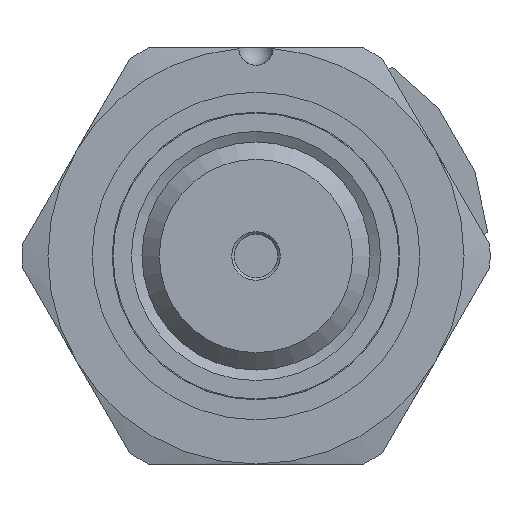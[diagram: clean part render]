
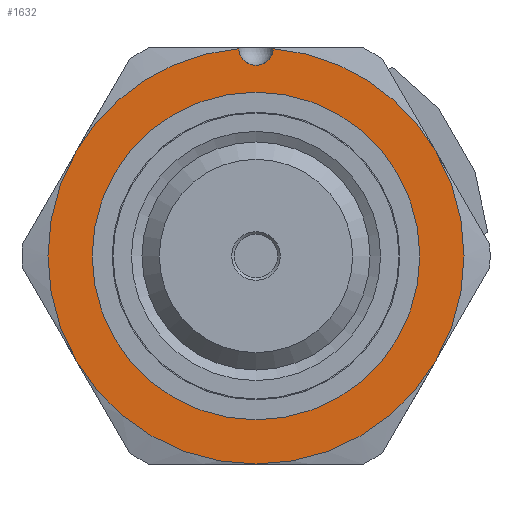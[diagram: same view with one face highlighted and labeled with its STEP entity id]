
A CAD part, front view. The second image highlights one B-rep face of the part: STEP entity #1632.
In plain terms, the highlighted planar face has unit normal (0, -1, 0).
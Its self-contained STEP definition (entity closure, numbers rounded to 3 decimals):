
#253=PLANE('',#1883);
#363=CIRCLE('',#1860,1.);
#365=CIRCLE('',#1863,12.);
#377=CIRCLE('',#1882,12.);
#378=CIRCLE('',#1884,9.45);
#379=CIRCLE('',#1885,12.);
#380=CIRCLE('',#1886,12.);
#381=CIRCLE('',#1887,12.);
#382=CIRCLE('',#1888,12.);
#748=ORIENTED_EDGE('',*,*,#1024,.F.);
#749=ORIENTED_EDGE('',*,*,#997,.T.);
#750=ORIENTED_EDGE('',*,*,#1001,.F.);
#751=ORIENTED_EDGE('',*,*,#1025,.F.);
#752=ORIENTED_EDGE('',*,*,#1026,.F.);
#753=ORIENTED_EDGE('',*,*,#1027,.F.);
#754=ORIENTED_EDGE('',*,*,#1021,.F.);
#755=ORIENTED_EDGE('',*,*,#1028,.F.);
#997=EDGE_CURVE('',#1180,#1179,#363,.T.);
#1001=EDGE_CURVE('',#1182,#1179,#365,.T.);
#1021=EDGE_CURVE('',#1199,#1200,#377,.T.);
#1024=EDGE_CURVE('',#1201,#1201,#378,.T.);
#1025=EDGE_CURVE('',#1202,#1182,#379,.T.);
#1026=EDGE_CURVE('',#1203,#1202,#380,.T.);
#1027=EDGE_CURVE('',#1200,#1203,#381,.T.);
#1028=EDGE_CURVE('',#1180,#1199,#382,.T.);
#1179=VERTEX_POINT('',#2956);
#1180=VERTEX_POINT('',#2958);
#1182=VERTEX_POINT('',#2970);
#1199=VERTEX_POINT('',#3035);
#1200=VERTEX_POINT('',#3036);
#1201=VERTEX_POINT('',#3047);
#1202=VERTEX_POINT('',#3049);
#1203=VERTEX_POINT('',#3051);
#1372=EDGE_LOOP('',(#748));
#1373=EDGE_LOOP('',(#749,#750,#751,#752,#753,#754,#755));
#1514=FACE_BOUND('',#1372,.T.);
#1515=FACE_BOUND('',#1373,.T.);
#1632=ADVANCED_FACE('',(#1514,#1515),#253,.F.);
#1860=AXIS2_PLACEMENT_3D('',#2957,#2281,#2282);
#1863=AXIS2_PLACEMENT_3D('',#2971,#2287,#2288);
#1882=AXIS2_PLACEMENT_3D('',#3034,#2328,#2329);
#1883=AXIS2_PLACEMENT_3D('',#3045,#2330,#2331);
#1884=AXIS2_PLACEMENT_3D('',#3046,#2332,#2333);
#1885=AXIS2_PLACEMENT_3D('',#3048,#2334,#2335);
#1886=AXIS2_PLACEMENT_3D('',#3050,#2336,#2337);
#1887=AXIS2_PLACEMENT_3D('',#3052,#2338,#2339);
#1888=AXIS2_PLACEMENT_3D('',#3053,#2340,#2341);
#2281=DIRECTION('',(0.,1.,0.));
#2282=DIRECTION('',(0.,0.,1.));
#2287=DIRECTION('',(0.,1.,0.));
#2288=DIRECTION('',(0.,0.,1.));
#2328=DIRECTION('',(0.,1.,0.));
#2329=DIRECTION('',(0.,0.,1.));
#2330=DIRECTION('',(0.,1.,0.));
#2331=DIRECTION('',(0.,0.,1.));
#2332=DIRECTION('',(0.,-1.,0.));
#2333=DIRECTION('',(0.,0.,1.));
#2334=DIRECTION('',(0.,1.,0.));
#2335=DIRECTION('',(0.,0.,1.));
#2336=DIRECTION('',(0.,1.,0.));
#2337=DIRECTION('',(0.,0.,1.));
#2338=DIRECTION('',(0.,1.,0.));
#2339=DIRECTION('',(0.,0.,1.));
#2340=DIRECTION('',(0.,1.,0.));
#2341=DIRECTION('',(0.,0.,1.));
#2956=CARTESIAN_POINT('',(-0.999,14.,11.958));
#2957=CARTESIAN_POINT('',(0.,14.,12.));
#2958=CARTESIAN_POINT('',(0.999,14.,11.958));
#2970=CARTESIAN_POINT('',(-10.392,14.,6.));
#2971=CARTESIAN_POINT('',(0.,14.,0.));
#3034=CARTESIAN_POINT('',(0.,14.,0.));
#3035=CARTESIAN_POINT('',(10.392,14.,6.));
#3036=CARTESIAN_POINT('',(10.392,14.,-6.));
#3045=CARTESIAN_POINT('',(1.,14.,0.));
#3046=CARTESIAN_POINT('',(0.,14.,0.));
#3047=CARTESIAN_POINT('',(0.,14.,9.45));
#3048=CARTESIAN_POINT('',(0.,14.,0.));
#3049=CARTESIAN_POINT('',(-10.392,14.,-6.));
#3050=CARTESIAN_POINT('',(0.,14.,0.));
#3051=CARTESIAN_POINT('',(0.,14.,-12.));
#3052=CARTESIAN_POINT('',(0.,14.,0.));
#3053=CARTESIAN_POINT('',(0.,14.,0.));
